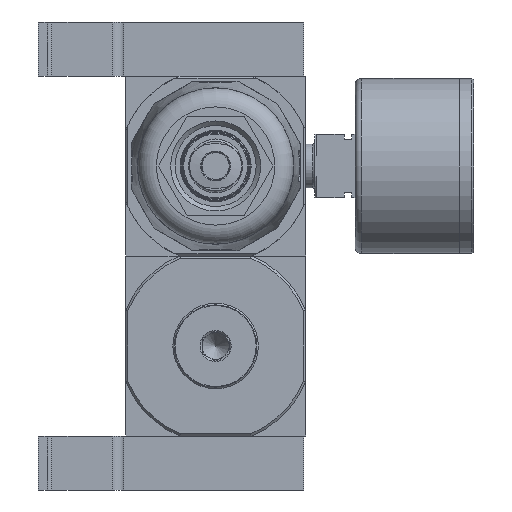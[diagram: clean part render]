
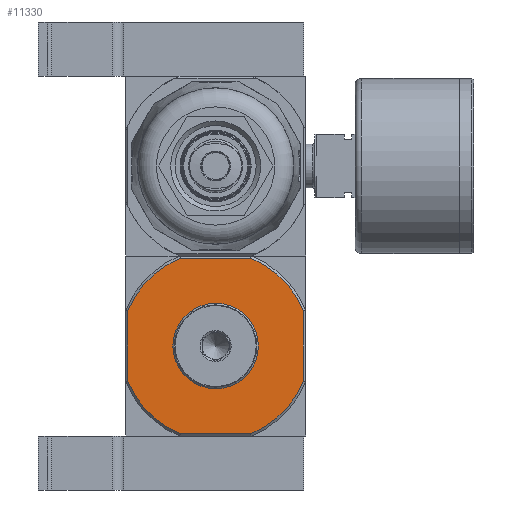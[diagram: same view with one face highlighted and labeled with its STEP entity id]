
A CAD part, front view. The second image highlights one B-rep face of the part: STEP entity #11330.
In plain terms, the highlighted planar face has unit normal (0, -1, 0).
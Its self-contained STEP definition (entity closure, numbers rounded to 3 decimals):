
#1204=CIRCLE('',#15642,9.5);
#1205=CIRCLE('',#15643,21.);
#1206=CIRCLE('',#15644,21.);
#1207=CIRCLE('',#15645,21.);
#1208=CIRCLE('',#15646,21.);
#3908=ORIENTED_EDGE('',*,*,#5682,.F.);
#3909=ORIENTED_EDGE('',*,*,#5683,.T.);
#3910=ORIENTED_EDGE('',*,*,#5684,.F.);
#3911=ORIENTED_EDGE('',*,*,#5678,.T.);
#3912=ORIENTED_EDGE('',*,*,#5685,.F.);
#3913=ORIENTED_EDGE('',*,*,#5686,.F.);
#3914=ORIENTED_EDGE('',*,*,#5687,.F.);
#3915=ORIENTED_EDGE('',*,*,#5688,.F.);
#3916=ORIENTED_EDGE('',*,*,#5689,.F.);
#5678=EDGE_CURVE('',#6830,#6831,#7613,.T.);
#5682=EDGE_CURVE('',#6834,#6834,#1204,.F.);
#5683=EDGE_CURVE('',#6835,#6836,#7615,.T.);
#5684=EDGE_CURVE('',#6830,#6836,#1205,.T.);
#5685=EDGE_CURVE('',#6837,#6831,#1206,.T.);
#5686=EDGE_CURVE('',#6838,#6837,#7616,.T.);
#5687=EDGE_CURVE('',#6839,#6838,#1207,.T.);
#5688=EDGE_CURVE('',#6840,#6839,#7617,.T.);
#5689=EDGE_CURVE('',#6835,#6840,#1208,.T.);
#6830=VERTEX_POINT('',#22867);
#6831=VERTEX_POINT('',#22868);
#6834=VERTEX_POINT('',#22882);
#6835=VERTEX_POINT('',#22884);
#6836=VERTEX_POINT('',#22885);
#6837=VERTEX_POINT('',#22888);
#6838=VERTEX_POINT('',#22890);
#6839=VERTEX_POINT('',#22892);
#6840=VERTEX_POINT('',#22894);
#7613=LINE('',#22866,#8335);
#7615=LINE('',#22883,#8337);
#7616=LINE('',#22889,#8338);
#7617=LINE('',#22893,#8339);
#8335=VECTOR('',#18749,1000.);
#8337=VECTOR('',#18755,1000.);
#8338=VECTOR('',#18760,1000.);
#8339=VECTOR('',#18763,1000.);
#9212=EDGE_LOOP('',(#3908));
#9213=EDGE_LOOP('',(#3909,#3910,#3911,#3912,#3913,#3914,#3915,#3916));
#10196=FACE_BOUND('',#9212,.T.);
#10197=FACE_BOUND('',#9213,.T.);
#10696=PLANE('',#15641);
#11330=ADVANCED_FACE('',(#10196,#10197),#10696,.F.);
#15641=AXIS2_PLACEMENT_3D('',#22880,#18751,#18752);
#15642=AXIS2_PLACEMENT_3D('',#22881,#18753,#18754);
#15643=AXIS2_PLACEMENT_3D('',#22886,#18756,#18757);
#15644=AXIS2_PLACEMENT_3D('',#22887,#18758,#18759);
#15645=AXIS2_PLACEMENT_3D('',#22891,#18761,#18762);
#15646=AXIS2_PLACEMENT_3D('',#22895,#18764,#18765);
#18749=DIRECTION('',(0.,0.,-1.));
#18751=DIRECTION('',(0.,1.,0.));
#18752=DIRECTION('',(0.,0.,1.));
#18753=DIRECTION('',(0.,1.,0.));
#18754=DIRECTION('',(0.,0.,1.));
#18755=DIRECTION('',(-1.,0.,0.));
#18756=DIRECTION('',(0.,1.,0.));
#18757=DIRECTION('',(-1.,0.,0.));
#18758=DIRECTION('',(0.,1.,0.));
#18759=DIRECTION('',(-1.,0.,0.));
#18760=DIRECTION('',(-1.,0.,0.));
#18761=DIRECTION('',(0.,1.,0.));
#18762=DIRECTION('',(-1.,0.,0.));
#18763=DIRECTION('',(0.,0.,-1.));
#18764=DIRECTION('',(0.,1.,0.));
#18765=DIRECTION('',(-1.,0.,0.));
#22866=CARTESIAN_POINT('',(-19.5,-20.,20.));
#22867=CARTESIAN_POINT('',(-19.5,-20.,7.794));
#22868=CARTESIAN_POINT('',(-19.5,-20.,-7.794));
#22880=CARTESIAN_POINT('',(-19.5,-20.,20.));
#22881=CARTESIAN_POINT('',(0.,-20.,0.));
#22882=CARTESIAN_POINT('',(0.,-20.,9.5));
#22883=CARTESIAN_POINT('',(20.,-20.,19.5));
#22884=CARTESIAN_POINT('',(7.794,-20.,19.5));
#22885=CARTESIAN_POINT('',(-7.794,-20.,19.5));
#22886=CARTESIAN_POINT('',(0.,-20.,0.));
#22887=CARTESIAN_POINT('',(0.,-20.,0.));
#22888=CARTESIAN_POINT('',(-7.794,-20.,-19.5));
#22889=CARTESIAN_POINT('',(20.,-20.,-19.5));
#22890=CARTESIAN_POINT('',(7.794,-20.,-19.5));
#22891=CARTESIAN_POINT('',(0.,-20.,0.));
#22892=CARTESIAN_POINT('',(19.5,-20.,-7.794));
#22893=CARTESIAN_POINT('',(19.5,-20.,20.));
#22894=CARTESIAN_POINT('',(19.5,-20.,7.794));
#22895=CARTESIAN_POINT('',(0.,-20.,0.));
